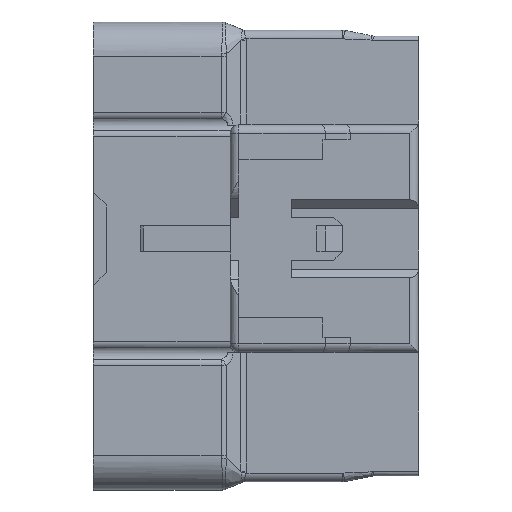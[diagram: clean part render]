
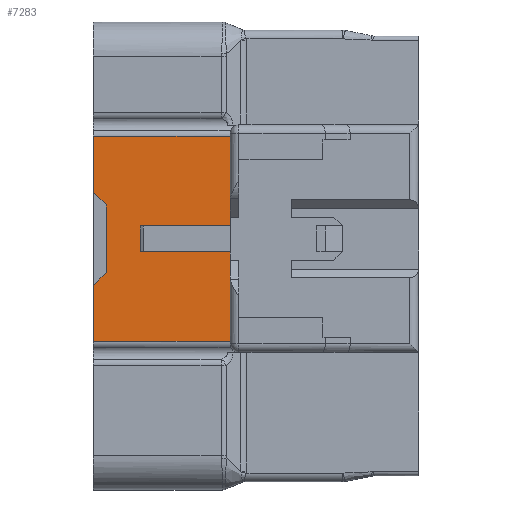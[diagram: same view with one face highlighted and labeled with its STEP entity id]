
A CAD part, top view. The second image highlights one B-rep face of the part: STEP entity #7283.
In plain terms, the highlighted planar face has unit normal (0, 0, 1).
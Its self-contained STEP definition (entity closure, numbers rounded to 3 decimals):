
#362=FACE_OUTER_BOUND('',#794,.T.);
#794=EDGE_LOOP('',(#4834,#4835,#4836,#4837,#4838,#4839,#4840,#4841,#4842,
#4843,#4844,#4845));
#1264=LINE('',#10147,#2148);
#1268=LINE('',#10155,#2152);
#1276=LINE('',#10203,#2160);
#1283=LINE('',#10217,#2167);
#1284=LINE('',#10218,#2168);
#1285=LINE('',#10220,#2169);
#1286=LINE('',#10222,#2170);
#1287=LINE('',#10224,#2171);
#1288=LINE('',#10226,#2172);
#1289=LINE('',#10228,#2173);
#1290=LINE('',#10230,#2174);
#1291=LINE('',#10231,#2175);
#2148=VECTOR('',#8241,10.);
#2152=VECTOR('',#8247,1.);
#2160=VECTOR('',#8287,1.);
#2167=VECTOR('',#8296,10.);
#2168=VECTOR('',#8297,10.);
#2169=VECTOR('',#8298,1.);
#2170=VECTOR('',#8299,1.);
#2171=VECTOR('',#8300,1.);
#2172=VECTOR('',#8301,1.);
#2173=VECTOR('',#8302,1.);
#2174=VECTOR('',#8303,1.);
#2175=VECTOR('',#8304,1.);
#3032=VERTEX_POINT('',#10145);
#3033=VERTEX_POINT('',#10146);
#3036=VERTEX_POINT('',#10154);
#3059=VERTEX_POINT('',#10200);
#3060=VERTEX_POINT('',#10202);
#3066=VERTEX_POINT('',#10216);
#3067=VERTEX_POINT('',#10219);
#3068=VERTEX_POINT('',#10221);
#3069=VERTEX_POINT('',#10223);
#3070=VERTEX_POINT('',#10225);
#3071=VERTEX_POINT('',#10227);
#3072=VERTEX_POINT('',#10229);
#3718=EDGE_CURVE('',#3032,#3033,#1264,.T.);
#3722=EDGE_CURVE('',#3036,#3033,#1268,.F.);
#3746=EDGE_CURVE('',#3060,#3059,#1276,.F.);
#3753=EDGE_CURVE('',#3032,#3066,#1283,.T.);
#3754=EDGE_CURVE('',#3060,#3066,#1284,.T.);
#3755=EDGE_CURVE('',#3059,#3067,#1285,.T.);
#3756=EDGE_CURVE('',#3067,#3068,#1286,.T.);
#3757=EDGE_CURVE('',#3069,#3068,#1287,.F.);
#3758=EDGE_CURVE('',#3069,#3070,#1288,.T.);
#3759=EDGE_CURVE('',#3070,#3071,#1289,.F.);
#3760=EDGE_CURVE('',#3071,#3072,#1290,.T.);
#3761=EDGE_CURVE('',#3036,#3072,#1291,.T.);
#4834=ORIENTED_EDGE('',*,*,#3718,.F.);
#4835=ORIENTED_EDGE('',*,*,#3753,.T.);
#4836=ORIENTED_EDGE('',*,*,#3754,.F.);
#4837=ORIENTED_EDGE('',*,*,#3746,.T.);
#4838=ORIENTED_EDGE('',*,*,#3755,.T.);
#4839=ORIENTED_EDGE('',*,*,#3756,.T.);
#4840=ORIENTED_EDGE('',*,*,#3757,.F.);
#4841=ORIENTED_EDGE('',*,*,#3758,.T.);
#4842=ORIENTED_EDGE('',*,*,#3759,.T.);
#4843=ORIENTED_EDGE('',*,*,#3760,.T.);
#4844=ORIENTED_EDGE('',*,*,#3761,.F.);
#4845=ORIENTED_EDGE('',*,*,#3722,.T.);
#6960=PLANE('',#7745);
#7283=ADVANCED_FACE('',(#362),#6960,.T.);
#7745=AXIS2_PLACEMENT_3D('',#10215,#8294,#8295);
#8241=DIRECTION('',(-0.707,0.707,0.));
#8247=DIRECTION('',(0.,1.,0.));
#8287=DIRECTION('',(0.,1.,0.));
#8294=DIRECTION('center_axis',(0.,0.,1.));
#8295=DIRECTION('ref_axis',(0.,1.,0.));
#8296=DIRECTION('',(0.,-1.,0.));
#8297=DIRECTION('',(0.707,0.707,0.));
#8298=DIRECTION('',(1.,0.,0.));
#8299=DIRECTION('',(0.,1.,0.));
#8300=DIRECTION('',(-1.,0.,0.));
#8301=DIRECTION('',(0.,1.,0.));
#8302=DIRECTION('',(-1.,0.,0.));
#8303=DIRECTION('',(0.,1.,0.));
#8304=DIRECTION('',(1.,0.,0.));
#10145=CARTESIAN_POINT('',(-14.5,28.75,5.));
#10146=CARTESIAN_POINT('',(-16.,30.25,5.));
#10147=CARTESIAN_POINT('',(-3.925,18.175,5.));
#10154=CARTESIAN_POINT('',(-16.,36.799,5.));
#10155=CARTESIAN_POINT('',(-16.,32.649,5.));
#10200=CARTESIAN_POINT('',(-16.,12.801,5.));
#10202=CARTESIAN_POINT('',(-16.,19.35,5.));
#10203=CARTESIAN_POINT('',(-16.,16.951,5.));
#10215=CARTESIAN_POINT('Origin',(0.,-0.55,5.));
#10216=CARTESIAN_POINT('',(-14.5,20.85,5.));
#10217=CARTESIAN_POINT('',(-14.5,13.225,5.));
#10218=CARTESIAN_POINT('',(-16.6,18.75,5.));
#10219=CARTESIAN_POINT('',(0.,12.801,5.));
#10220=CARTESIAN_POINT('',(-8.,12.801,5.));
#10221=CARTESIAN_POINT('',(0.,23.3,5.));
#10222=CARTESIAN_POINT('',(0.,18.051,5.));
#10223=CARTESIAN_POINT('',(-10.553,23.3,5.));
#10224=CARTESIAN_POINT('',(-5.276,23.3,5.));
#10225=CARTESIAN_POINT('',(-10.553,26.3,5.));
#10226=CARTESIAN_POINT('',(-10.553,24.8,5.));
#10227=CARTESIAN_POINT('',(0.,26.3,5.));
#10228=CARTESIAN_POINT('',(-5.276,26.3,5.));
#10229=CARTESIAN_POINT('',(0.,36.799,5.));
#10230=CARTESIAN_POINT('',(0.,31.549,5.));
#10231=CARTESIAN_POINT('',(-8.,36.799,5.));
